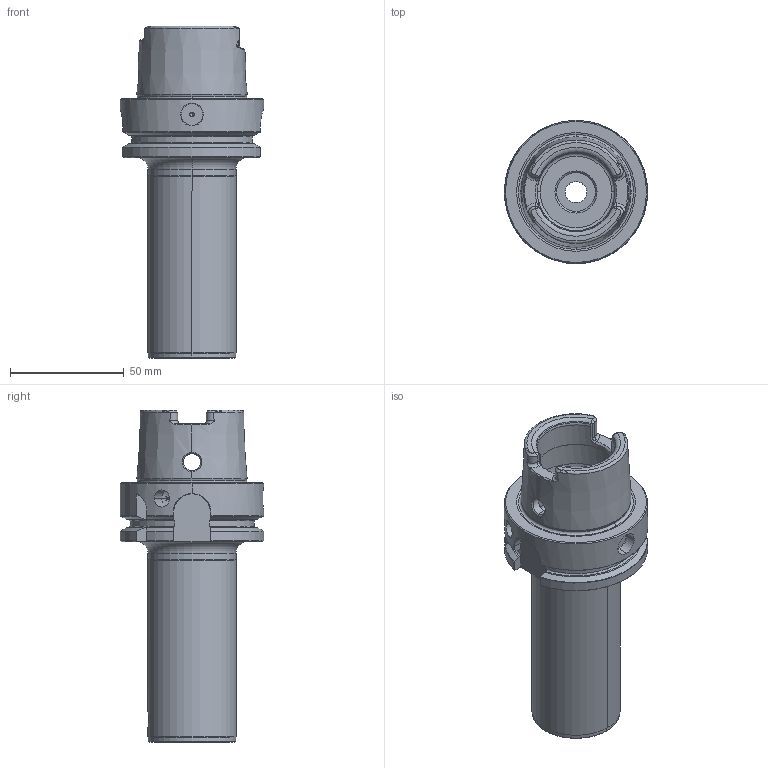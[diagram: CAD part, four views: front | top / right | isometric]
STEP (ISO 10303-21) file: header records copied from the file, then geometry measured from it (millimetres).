
FILE_DESCRIPTION(('no description'),'unknown implementation level');
FILE_NAME('3DCA23EB-4CF8-4510-9517-2B4BD7573BC9_export.stp',' ',('CIMSOURCE GmbH'),('CADClick - KiM GmbH - www.kimweb.de'),'unknown preprocess','ACIS','unknown authorization');
FILE_SCHEMA(('automotive_design'));
Length unit declared in the file: millimetre
Products named in the file (2): 324.342 Kaiser HSK-A63 X CKS4 X 130B|324.342 Kaiser HSK-A63 X CKS4 X 130B_Standard;NONE; 324.342 Kaiser HSK-A63 X CKS4 X 130B|690.434 Kaiser ETL M8 X 11 CK4_Standard;NONE
Bounding box: 62.94 x 62.94 x 145.9 mm (x, y, z)
Volume: 167274.6 mm3; surface area: 37584.5 mm2
Topology: 2 solids, 2 shells, 293 faces, 748 edges, 458 vertices
Faces by surface type: cone 90, plane 85, cylinder 67, torus 32, bspline 19
Entity records: 20861 total; most frequent: CARTESIAN_POINT 5738, STYLED_ITEM 1495, PRESENTATION_STYLE_ASSIGNMENT 1495, COLOUR_RGB 1495, ORIENTED_EDGE 1484, DIRECTION 1346, EDGE_CURVE 742, CURVE_STYLE 742
